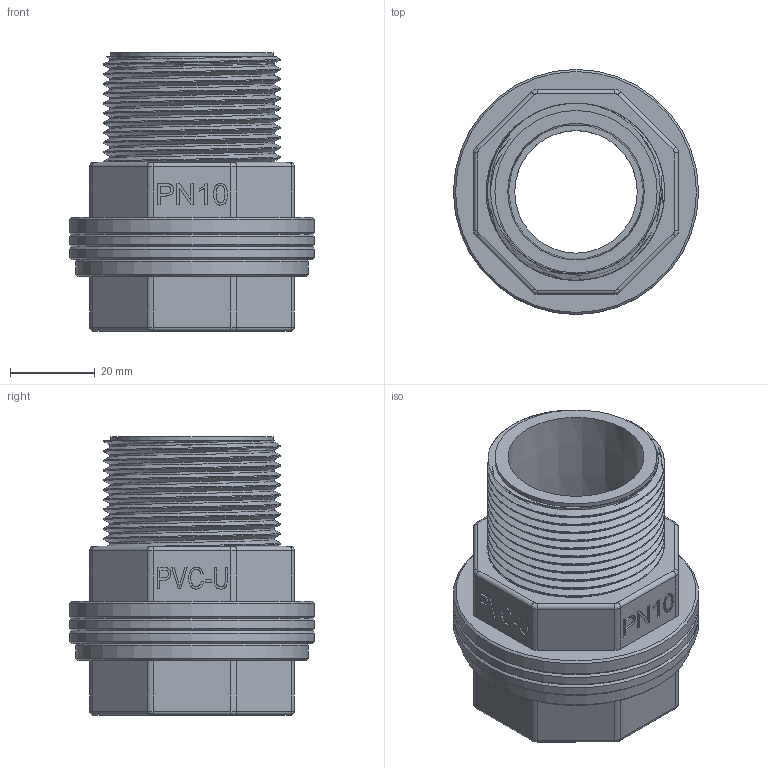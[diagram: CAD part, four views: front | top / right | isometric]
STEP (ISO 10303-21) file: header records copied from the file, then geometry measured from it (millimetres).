
FILE_DESCRIPTION(/* description */ (''),/* implementation_level */ '2;1');
FILE_NAME(/* name */ '32114.stp',/* time_stamp */ '2026-02-07T14:21:55+08:00',/* author */ (''),/* organization */ (''),/* preprocessor_version */ 'ST-DEVELOPER v16',/* originating_system */ 'SIEMENS PLM Software NX 10.0',/* authorisation */ '');
FILE_SCHEMA (('AUTOMOTIVE_DESIGN { 1 0 10303 214 3 1 1 1 }'));
Length unit declared in the file: millimetre
Products named in the file (1): gelv1678D1822cnt
Bounding box: 58 x 58 x 66 mm (x, y, z)
Volume: 67114.2 mm3; surface area: 39642.7 mm2
Topology: 4 solids, 4 shells, 366 faces, 931 edges, 609 vertices
Faces by surface type: plane 189, extrusion 97, cylinder 50, bspline 16, cone 10, torus 4
Full cylindrical faces by diameter (mm): 2.6 x1, 3.4 x1, 29 x1, 38.41 x1, 42.5 x2, 55 x1, 58 x3
Entity records: 18465 total; most frequent: CARTESIAN_POINT 10517, ORIENTED_EDGE 1812, DIRECTION 1180, EDGE_CURVE 906, VERTEX_POINT 604, B_SPLINE_CURVE_WITH_KNOTS 556, EDGE_LOOP 430, VECTOR 416
